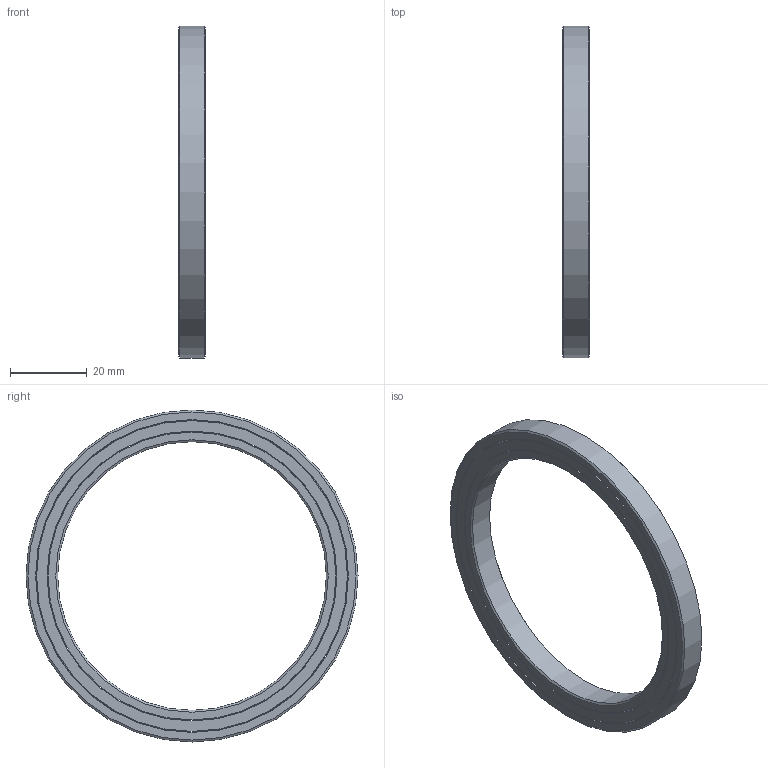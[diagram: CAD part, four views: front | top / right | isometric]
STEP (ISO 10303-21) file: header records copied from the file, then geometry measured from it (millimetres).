
FILE_DESCRIPTION(('HOOPS Exchange Step'),'2;1');
FILE_NAME('ID70.STP','2023-12-18T11:55:49-06:00',('amued'),('None'),'HOOPS Exchange 2022.0','SOLIDWORKS MBD','None');
FILE_SCHEMA( ('AP242_MANAGED_MODEL_BASED_3D_ENGINEERING_MIM_LF {1 0 10303 442 1 1 4 }') );
Length unit declared in the file: millimetre
Products named in the file (1): Default
Bounding box: 7 x 86.5 x 86.5 mm (x, y, z)
Volume: 10109 mm3; surface area: 12931.4 mm2
Topology: 3 solids, 3 shells, 113 faces, 323 edges, 215 vertices
Faces by surface type: sphere 52, plane 32, cylinder 13, torus 12, cone 4
Full cylindrical faces by diameter (mm): 69.999 x1, 74.999 x1, 75.5 x1, 81 x1, 81.501 x1, 86.501 x1
Entity records: 8826 total; most frequent: CARTESIAN_POINT 5879, ORIENTED_EDGE 646, DIRECTION 623, EDGE_CURVE 323, AXIS2_PLACEMENT_3D 303, VERTEX_POINT 215, CIRCLE 186, B_SPLINE_CURVE_WITH_KNOTS 120
